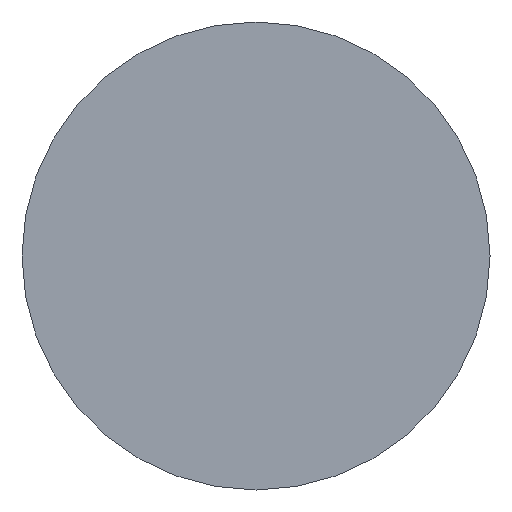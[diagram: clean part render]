
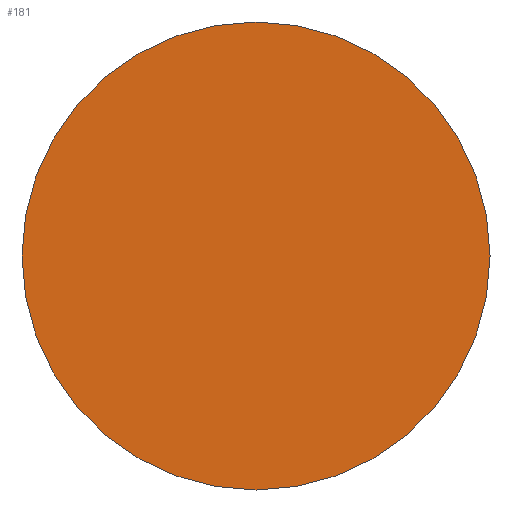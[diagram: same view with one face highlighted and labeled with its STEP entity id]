
A CAD part, left-side view. The second image highlights one B-rep face of the part: STEP entity #181.
In plain terms, the highlighted planar face has unit normal (-1, 0, 0).
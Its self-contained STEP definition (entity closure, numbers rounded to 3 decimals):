
#7 = CARTESIAN_POINT ( 'NONE',  ( 115.774, 65.234, 0. ) ) ;
#15 = PLANE ( 'NONE',  #95 ) ;
#22 = ORIENTED_EDGE ( 'NONE', *, *, #34, .F. ) ;
#34 = EDGE_CURVE ( 'NONE', #58, #169, #164, .T. ) ;
#36 = CARTESIAN_POINT ( 'NONE',  ( 115.774, 65.234, 0. ) ) ;
#48 = CIRCLE ( 'NONE', #68, 12.7 ) ;
#51 = DIRECTION ( 'NONE',  ( 0., 0., -1. ) ) ;
#52 = CARTESIAN_POINT ( 'NONE',  ( 115.774, 65.234, 12.7 ) ) ;
#55 = AXIS2_PLACEMENT_3D ( 'NONE', #36, #141, #51 ) ;
#58 = VERTEX_POINT ( 'NONE', #52 ) ;
#61 = EDGE_CURVE ( 'NONE', #169, #58, #48, .T. ) ;
#67 = FACE_OUTER_BOUND ( 'NONE', #156, .T. ) ;
#68 = AXIS2_PLACEMENT_3D ( 'NONE', #151, #160, #158 ) ;
#74 = CARTESIAN_POINT ( 'NONE',  ( 115.774, 65.234, -12.7 ) ) ;
#80 = ORIENTED_EDGE ( 'NONE', *, *, #61, .F. ) ;
#95 = AXIS2_PLACEMENT_3D ( 'NONE', #7, #148, #147 ) ;
#141 = DIRECTION ( 'NONE',  ( 1., 0., 0. ) ) ;
#147 = DIRECTION ( 'NONE',  ( 0., 0., 1. ) ) ;
#148 = DIRECTION ( 'NONE',  ( -1., 0., 0. ) ) ;
#151 = CARTESIAN_POINT ( 'NONE',  ( 115.774, 65.234, 0. ) ) ;
#156 = EDGE_LOOP ( 'NONE', ( #80, #22 ) ) ;
#158 = DIRECTION ( 'NONE',  ( 0., 0., -1. ) ) ;
#160 = DIRECTION ( 'NONE',  ( 1., 0., 0. ) ) ;
#164 = CIRCLE ( 'NONE', #55, 12.7 ) ;
#169 = VERTEX_POINT ( 'NONE', #74 ) ;
#181 = ADVANCED_FACE ( 'NONE', ( #67 ), #15, .T. ) ;
